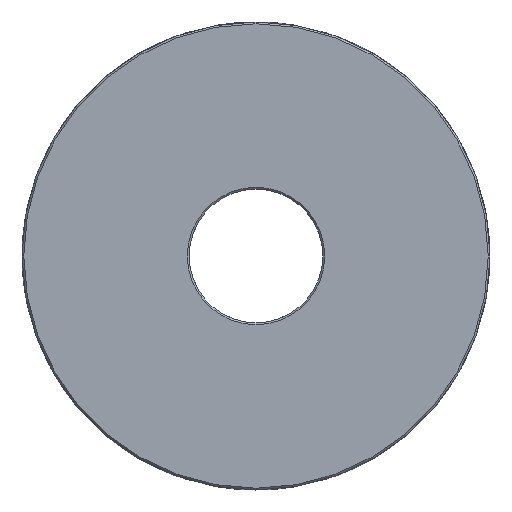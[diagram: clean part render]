
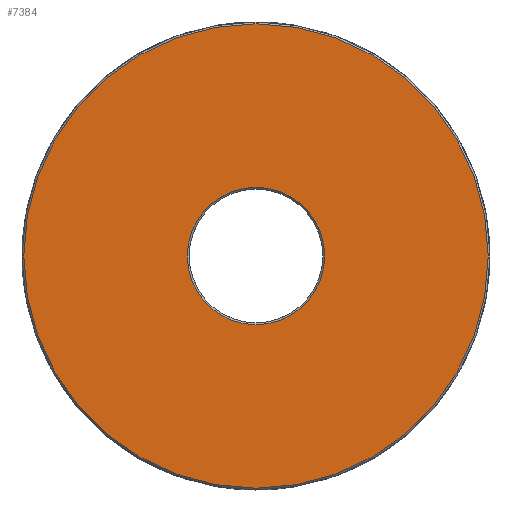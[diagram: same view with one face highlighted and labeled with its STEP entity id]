
A CAD part, left-side view. The second image highlights one B-rep face of the part: STEP entity #7384.
In plain terms, the highlighted planar face has unit normal (-1, 0, 0).
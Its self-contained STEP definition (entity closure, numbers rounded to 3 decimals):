
#626 = CARTESIAN_POINT ( 'NONE',  ( -63., 0., 0. ) ) ;
#627 = DIRECTION ( 'NONE',  ( -1., 0., 0. ) ) ;
#628 = DIRECTION ( 'NONE',  ( 0., 0., -1. ) ) ;
#700 = CARTESIAN_POINT ( 'NONE',  ( -63., 0., 0. ) ) ;
#702 = DIRECTION ( 'NONE',  ( 1., 0., 0. ) ) ;
#703 = DIRECTION ( 'NONE',  ( 0., 0., -1. ) ) ;
#1457 = AXIS2_PLACEMENT_3D ( 'NONE', #626, #627, #628 ) ;
#1471 = AXIS2_PLACEMENT_3D ( 'NONE', #700, #702, #703 ) ;
#1551 = AXIS2_PLACEMENT_3D ( 'NONE', #2757, #2760, #2761 ) ;
#1733 = AXIS2_PLACEMENT_3D ( 'NONE', #3711, #3712, #3713 ) ;
#1734 = AXIS2_PLACEMENT_3D ( 'NONE', #3717, #3718, #3719 ) ;
#2019 = CIRCLE ( 'NONE', #1457, 14.381 ) ;
#2061 = CIRCLE ( 'NONE', #1471, 48.619 ) ;
#2215 = FACE_OUTER_BOUND ( 'NONE', #5563, .T. ) ;
#2218 = FACE_BOUND ( 'NONE', #5566, .T. ) ;
#2591 = CIRCLE ( 'NONE', #1733, 48.619 ) ;
#2594 = CIRCLE ( 'NONE', #1734, 14.381 ) ;
#2757 = CARTESIAN_POINT ( 'NONE',  ( -63., 0., 0. ) ) ;
#2758 = PLANE ( 'NONE',  #1551 ) ;
#2760 = DIRECTION ( 'NONE',  ( -1., 0., 0. ) ) ;
#2761 = DIRECTION ( 'NONE',  ( 0., 0., -1. ) ) ;
#3711 = CARTESIAN_POINT ( 'NONE',  ( -63., 0., 0. ) ) ;
#3712 = DIRECTION ( 'NONE',  ( 1., 0., 0. ) ) ;
#3713 = DIRECTION ( 'NONE',  ( 0., 0., -1. ) ) ;
#3717 = CARTESIAN_POINT ( 'NONE',  ( -63., 0., 0. ) ) ;
#3718 = DIRECTION ( 'NONE',  ( -1., 0., 0. ) ) ;
#3719 = DIRECTION ( 'NONE',  ( 0., 0., -1. ) ) ;
#5563 = EDGE_LOOP ( 'NONE', ( #7797, #7798 ) ) ;
#5566 = EDGE_LOOP ( 'NONE', ( #7799, #7800 ) ) ;
#6202 = VERTEX_POINT ( 'NONE', #10225 ) ;
#6203 = VERTEX_POINT ( 'NONE', #10226 ) ;
#6204 = VERTEX_POINT ( 'NONE', #10227 ) ;
#6205 = VERTEX_POINT ( 'NONE', #10228 ) ;
#6571 = EDGE_CURVE ( 'NONE', #6205, #6204, #2019, .T. ) ;
#6599 = EDGE_CURVE ( 'NONE', #6203, #6202, #2061, .T. ) ;
#7384 = ADVANCED_FACE ( 'NONE', ( #2215, #2218 ), #2758, .T. ) ;
#7797 = ORIENTED_EDGE ( 'NONE', *, *, #6599, .F. ) ;
#7798 = ORIENTED_EDGE ( 'NONE', *, *, #7919, .F. ) ;
#7799 = ORIENTED_EDGE ( 'NONE', *, *, #7921, .F. ) ;
#7800 = ORIENTED_EDGE ( 'NONE', *, *, #6571, .F. ) ;
#7919 = EDGE_CURVE ( 'NONE', #6202, #6203, #2591, .T. ) ;
#7921 = EDGE_CURVE ( 'NONE', #6204, #6205, #2594, .T. ) ;
#10225 = CARTESIAN_POINT ( 'NONE',  ( -63., 0., -48.619 ) ) ;
#10226 = CARTESIAN_POINT ( 'NONE',  ( -63., 0., 48.619 ) ) ;
#10227 = CARTESIAN_POINT ( 'NONE',  ( -63., 0., -14.381 ) ) ;
#10228 = CARTESIAN_POINT ( 'NONE',  ( -63., 0., 14.381 ) ) ;
